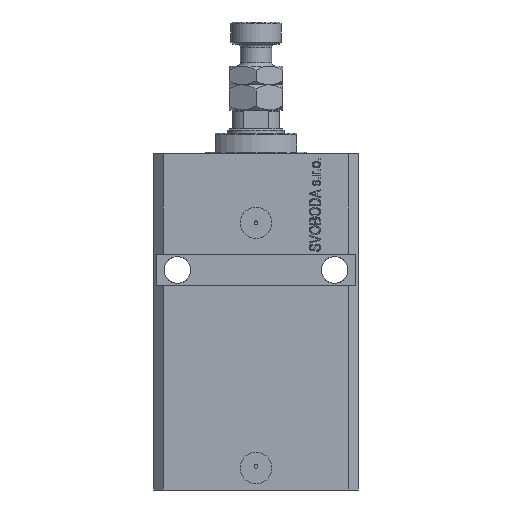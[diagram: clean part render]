
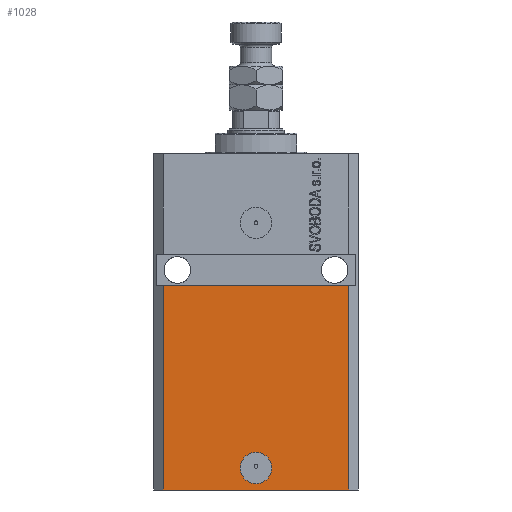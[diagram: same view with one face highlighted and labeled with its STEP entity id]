
A CAD part, front view. The second image highlights one B-rep face of the part: STEP entity #1028.
In plain terms, the highlighted planar face has unit normal (0, -1, 0).
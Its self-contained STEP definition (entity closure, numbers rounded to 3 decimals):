
#534 = FACE_BOUND ( 'NONE', #31978, .T. ) ;
#1028 = ADVANCED_FACE ( 'NONE', ( #534, #7823 ), #6895, .T. ) ;
#1084 = LINE ( 'NONE', #8613, #37991 ) ;
#2591 = ORIENTED_EDGE ( 'NONE', *, *, #8281, .T. ) ;
#4475 = EDGE_LOOP ( 'NONE', ( #39415, #39558, #2591, #15298 ) ) ;
#5452 = VECTOR ( 'NONE', #8116, 1000. ) ;
#6729 = CARTESIAN_POINT ( 'NONE',  ( -29.5, -22.5, -42. ) ) ;
#6794 = CARTESIAN_POINT ( 'NONE',  ( 0., -22.5, -100. ) ) ;
#6895 = PLANE ( 'NONE',  #43779 ) ;
#7823 = FACE_OUTER_BOUND ( 'NONE', #4475, .T. ) ;
#8116 = DIRECTION ( 'NONE',  ( 1., 0., 0. ) ) ;
#8155 = VERTEX_POINT ( 'NONE', #6729 ) ;
#8281 = EDGE_CURVE ( 'NONE', #18015, #28329, #19443, .T. ) ;
#8613 = CARTESIAN_POINT ( 'NONE',  ( -29.5, -22.5, -107. ) ) ;
#8623 = CARTESIAN_POINT ( 'NONE',  ( 29.5, -22.5, -42. ) ) ;
#8822 = CARTESIAN_POINT ( 'NONE',  ( -29.5, -22.5, -107. ) ) ;
#9960 = LINE ( 'NONE', #28809, #43741 ) ;
#10350 = DIRECTION ( 'NONE',  ( 1., 0., 0. ) ) ;
#12972 = CIRCLE ( 'NONE', #22753, 5. ) ;
#14668 = CARTESIAN_POINT ( 'NONE',  ( -29.5, -22.5, -107. ) ) ;
#15298 = ORIENTED_EDGE ( 'NONE', *, *, #20186, .T. ) ;
#15435 = CARTESIAN_POINT ( 'NONE',  ( 0., -22.5, -100. ) ) ;
#16438 = EDGE_CURVE ( 'NONE', #43514, #22117, #40225, .T. ) ;
#17044 = DIRECTION ( 'NONE',  ( 1., 0., 0. ) ) ;
#17223 = CARTESIAN_POINT ( 'NONE',  ( 29.5, -22.5, -107. ) ) ;
#17463 = LINE ( 'NONE', #45102, #36570 ) ;
#18015 = VERTEX_POINT ( 'NONE', #31196 ) ;
#19443 = LINE ( 'NONE', #8822, #5452 ) ;
#20186 = EDGE_CURVE ( 'NONE', #28329, #34073, #17463, .T. ) ;
#21430 = DIRECTION ( 'NONE',  ( 0., -1., 0. ) ) ;
#21431 = CARTESIAN_POINT ( 'NONE',  ( -5., -22.5, -100. ) ) ;
#21758 = DIRECTION ( 'NONE',  ( 0., -1., 0. ) ) ;
#22117 = VERTEX_POINT ( 'NONE', #22621 ) ;
#22222 = DIRECTION ( 'NONE',  ( 1., 0., 0. ) ) ;
#22621 = CARTESIAN_POINT ( 'NONE',  ( 5., -22.5, -100. ) ) ;
#22753 = AXIS2_PLACEMENT_3D ( 'NONE', #15435, #29830, #44185 ) ;
#28329 = VERTEX_POINT ( 'NONE', #17223 ) ;
#28809 = CARTESIAN_POINT ( 'NONE',  ( -32.5, -22.5, -42. ) ) ;
#29830 = DIRECTION ( 'NONE',  ( 0., -1., 0. ) ) ;
#30973 = DIRECTION ( 'NONE',  ( 0., 0., 1. ) ) ;
#31196 = CARTESIAN_POINT ( 'NONE',  ( -29.5, -22.5, -107. ) ) ;
#31978 = EDGE_LOOP ( 'NONE', ( #32739, #34670 ) ) ;
#32707 = AXIS2_PLACEMENT_3D ( 'NONE', #6794, #21430, #10350 ) ;
#32739 = ORIENTED_EDGE ( 'NONE', *, *, #37861, .F. ) ;
#33053 = EDGE_CURVE ( 'NONE', #8155, #34073, #9960, .T. ) ;
#34073 = VERTEX_POINT ( 'NONE', #8623 ) ;
#34670 = ORIENTED_EDGE ( 'NONE', *, *, #16438, .F. ) ;
#36570 = VECTOR ( 'NONE', #30973, 1000. ) ;
#37861 = EDGE_CURVE ( 'NONE', #22117, #43514, #12972, .T. ) ;
#37991 = VECTOR ( 'NONE', #44908, 1000. ) ;
#39415 = ORIENTED_EDGE ( 'NONE', *, *, #33053, .F. ) ;
#39558 = ORIENTED_EDGE ( 'NONE', *, *, #44811, .F. ) ;
#40225 = CIRCLE ( 'NONE', #32707, 5. ) ;
#43514 = VERTEX_POINT ( 'NONE', #21431 ) ;
#43741 = VECTOR ( 'NONE', #17044, 1000. ) ;
#43779 = AXIS2_PLACEMENT_3D ( 'NONE', #14668, #21758, #22222 ) ;
#44185 = DIRECTION ( 'NONE',  ( 1., 0., 0. ) ) ;
#44811 = EDGE_CURVE ( 'NONE', #18015, #8155, #1084, .T. ) ;
#44908 = DIRECTION ( 'NONE',  ( 0., 0., 1. ) ) ;
#45102 = CARTESIAN_POINT ( 'NONE',  ( 29.5, -22.5, -107. ) ) ;
